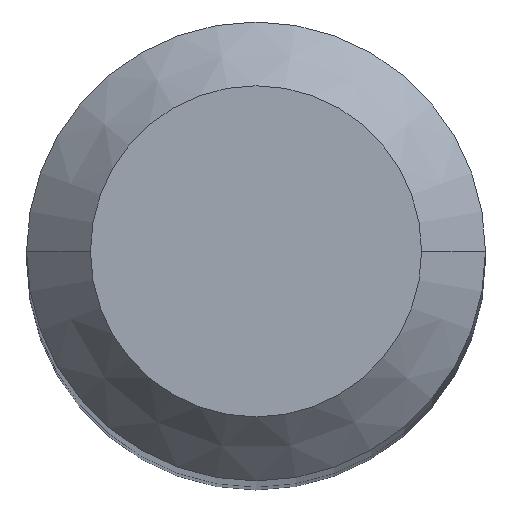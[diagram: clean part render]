
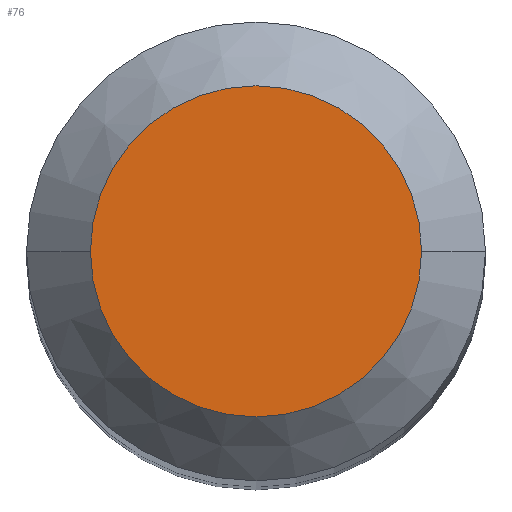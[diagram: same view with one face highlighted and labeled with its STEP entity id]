
A CAD part, top view. The second image highlights one B-rep face of the part: STEP entity #76.
In plain terms, the highlighted planar face has unit normal (0, 0, 1).
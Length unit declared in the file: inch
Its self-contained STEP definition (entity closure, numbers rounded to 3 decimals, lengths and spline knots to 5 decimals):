
#14 = AXIS2_PLACEMENT_3D ( 'NONE', #167, #284, #131 ) ;
#24 = DIRECTION ( 'NONE',  ( 1., 0., 0. ) ) ;
#25 = ORIENTED_EDGE ( 'NONE', *, *, #331, .T. ) ;
#28 = CARTESIAN_POINT ( 'NONE',  ( 0.08095, 0., 0. ) ) ;
#32 = CIRCLE ( 'NONE', #358, 0.08095 ) ;
#40 = FACE_OUTER_BOUND ( 'NONE', #209, .T. ) ;
#53 = DIRECTION ( 'NONE',  ( 1., 0., 0. ) ) ;
#58 = ORIENTED_EDGE ( 'NONE', *, *, #304, .T. ) ;
#76 = ADVANCED_FACE ( 'NONE', ( #40 ), #337, .F. ) ;
#115 = VERTEX_POINT ( 'NONE', #139 ) ;
#131 = DIRECTION ( 'NONE',  ( -1., 0., 0. ) ) ;
#135 = AXIS2_PLACEMENT_3D ( 'NONE', #381, #186, #24 ) ;
#139 = CARTESIAN_POINT ( 'NONE',  ( -0.08095, 0., 0. ) ) ;
#151 = CIRCLE ( 'NONE', #135, 0.08095 ) ;
#167 = CARTESIAN_POINT ( 'NONE',  ( 0., 0., 0. ) ) ;
#186 = DIRECTION ( 'NONE',  ( 0., 0., 1. ) ) ;
#209 = EDGE_LOOP ( 'NONE', ( #58, #25 ) ) ;
#239 = DIRECTION ( 'NONE',  ( 0., 0., 1. ) ) ;
#284 = DIRECTION ( 'NONE',  ( 0., 0., -1. ) ) ;
#304 = EDGE_CURVE ( 'NONE', #115, #316, #32, .T. ) ;
#316 = VERTEX_POINT ( 'NONE', #28 ) ;
#331 = EDGE_CURVE ( 'NONE', #316, #115, #151, .T. ) ;
#337 = PLANE ( 'NONE',  #14 ) ;
#353 = CARTESIAN_POINT ( 'NONE',  ( 0., 0., 0. ) ) ;
#358 = AXIS2_PLACEMENT_3D ( 'NONE', #353, #239, #53 ) ;
#381 = CARTESIAN_POINT ( 'NONE',  ( 0., 0., 0. ) ) ;
